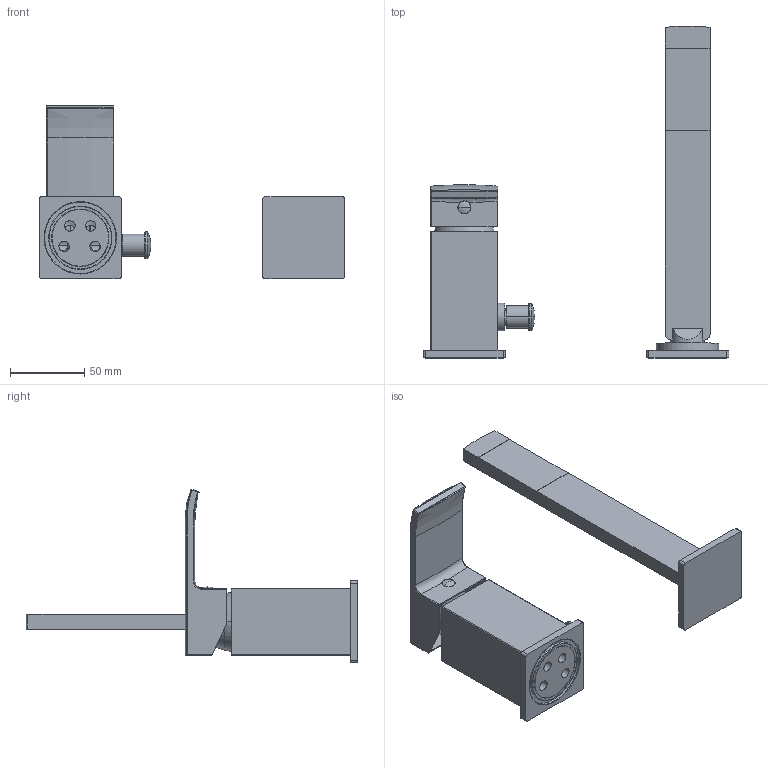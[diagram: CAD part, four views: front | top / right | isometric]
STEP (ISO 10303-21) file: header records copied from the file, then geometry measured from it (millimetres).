
FILE_DESCRIPTION((''),'2;1');
FILE_NAME('EL041CR','2021-01-13T17:30:36',('ut3'),('PAFFONI SpA'),'CREO PARAMETRIC BY PTC INC, 2020044','CREO PARAMETRIC BY PTC INC, 2020044','');
FILE_SCHEMA(('CONFIG_CONTROL_DESIGN','SHAPE_APPEARANCE_LAYERS_GROUPS'));
Length unit declared in the file: millimetre
Products named in the file (1): EL041CR
Bounding box: 205 x 222.89 x 116.53 mm (x, y, z)
Volume: 259166.2 mm3; surface area: 83636.7 mm2
Topology: 3 solids, 3 shells, 321 faces, 764 edges, 469 vertices
Faces by surface type: cylinder 130, plane 104, cone 35, torus 25, sphere 14, bspline 13
Entity records: 13540 total; most frequent: CARTESIAN_POINT 3632, DIRECTION 1602, ORIENTED_EDGE 1504, EDGE_CURVE 752, AXIS2_PLACEMENT_3D 630, VERTEX_POINT 469, EDGE_LOOP 363, FILL_AREA_STYLE_COLOUR 356
